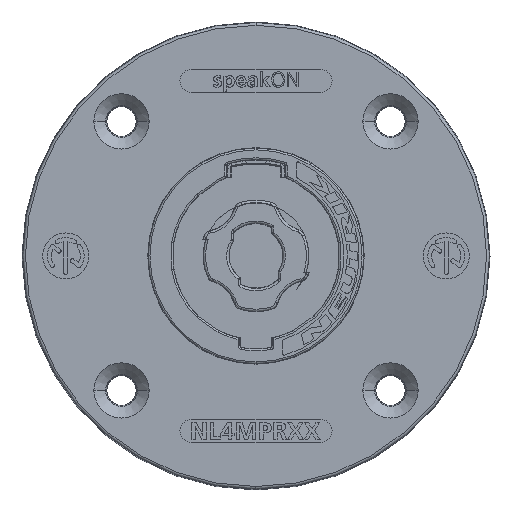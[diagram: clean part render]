
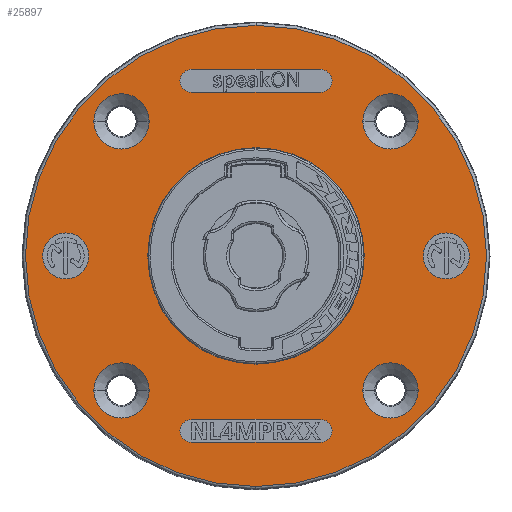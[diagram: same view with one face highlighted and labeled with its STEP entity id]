
A CAD part, top view. The second image highlights one B-rep face of the part: STEP entity #25897.
In plain terms, the highlighted planar face has unit normal (0, 0, 1).
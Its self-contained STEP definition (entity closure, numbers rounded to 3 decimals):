
#2183=CARTESIAN_POINT('',(-14.6,14.6,4.5));
#2184=DIRECTION('',(0.,0.,1.));
#2185=DIRECTION('',(1.,0.,0.));
#2186=AXIS2_PLACEMENT_3D('',#2183,#2184,#2185);
#2188=CARTESIAN_POINT('',(-14.6,14.6,4.5));
#2189=DIRECTION('',(0.,0.,1.));
#2190=DIRECTION('',(-1.,0.,0.));
#2191=AXIS2_PLACEMENT_3D('',#2188,#2189,#2190);
#2193=CARTESIAN_POINT('',(14.6,14.6,4.5));
#2194=DIRECTION('',(0.,0.,1.));
#2195=DIRECTION('',(1.,0.,0.));
#2196=AXIS2_PLACEMENT_3D('',#2193,#2194,#2195);
#2198=CARTESIAN_POINT('',(14.6,14.6,4.5));
#2199=DIRECTION('',(0.,0.,1.));
#2200=DIRECTION('',(-1.,0.,0.));
#2201=AXIS2_PLACEMENT_3D('',#2198,#2199,#2200);
#2203=CARTESIAN_POINT('',(14.6,-14.6,4.5));
#2204=DIRECTION('',(0.,0.,1.));
#2205=DIRECTION('',(1.,0.,0.));
#2206=AXIS2_PLACEMENT_3D('',#2203,#2204,#2205);
#2208=CARTESIAN_POINT('',(14.6,-14.6,4.5));
#2209=DIRECTION('',(0.,0.,1.));
#2210=DIRECTION('',(-1.,0.,0.));
#2211=AXIS2_PLACEMENT_3D('',#2208,#2209,#2210);
#2213=CARTESIAN_POINT('',(-14.6,-14.6,4.5));
#2214=DIRECTION('',(0.,0.,1.));
#2215=DIRECTION('',(1.,0.,0.));
#2216=AXIS2_PLACEMENT_3D('',#2213,#2214,#2215);
#2218=CARTESIAN_POINT('',(-14.6,-14.6,4.5));
#2219=DIRECTION('',(0.,0.,1.));
#2220=DIRECTION('',(-1.,0.,0.));
#2221=AXIS2_PLACEMENT_3D('',#2218,#2219,#2220);
#2223=CARTESIAN_POINT('',(20.65,0.,4.5));
#2224=DIRECTION('',(0.,0.,1.));
#2225=DIRECTION('',(1.,0.,0.));
#2226=AXIS2_PLACEMENT_3D('',#2223,#2224,#2225);
#2228=CARTESIAN_POINT('',(20.65,0.,4.5));
#2229=DIRECTION('',(0.,0.,1.));
#2230=DIRECTION('',(-1.,0.,0.));
#2231=AXIS2_PLACEMENT_3D('',#2228,#2229,#2230);
#2233=CARTESIAN_POINT('',(-7.,19.,4.5));
#2234=DIRECTION('',(0.,0.,1.));
#2235=DIRECTION('',(0.,1.,0.));
#2236=AXIS2_PLACEMENT_3D('',#2233,#2234,#2235);
#2238=DIRECTION('',(1.,0.,0.));
#2239=VECTOR('',#2238,14.);
#2240=CARTESIAN_POINT('',(-7.,17.75,4.5));
#2241=LINE('',#2240,#2239);
#2242=CARTESIAN_POINT('',(7.,19.,4.5));
#2243=DIRECTION('',(0.,0.,1.));
#2244=DIRECTION('',(0.,-1.,0.));
#2245=AXIS2_PLACEMENT_3D('',#2242,#2243,#2244);
#2247=DIRECTION('',(-1.,0.,0.));
#2248=VECTOR('',#2247,14.);
#2249=CARTESIAN_POINT('',(7.,20.25,4.5));
#2250=LINE('',#2249,#2248);
#2251=DIRECTION('',(1.,0.,0.));
#2252=VECTOR('',#2251,14.);
#2253=CARTESIAN_POINT('',(-7.,-20.25,4.5));
#2254=LINE('',#2253,#2252);
#2255=CARTESIAN_POINT('',(7.,-19.,4.5));
#2256=DIRECTION('',(0.,0.,1.));
#2257=DIRECTION('',(0.,-1.,0.));
#2258=AXIS2_PLACEMENT_3D('',#2255,#2256,#2257);
#2260=DIRECTION('',(-1.,0.,0.));
#2261=VECTOR('',#2260,14.);
#2262=CARTESIAN_POINT('',(7.,-17.75,4.5));
#2263=LINE('',#2262,#2261);
#2264=CARTESIAN_POINT('',(-7.,-19.,4.5));
#2265=DIRECTION('',(0.,0.,1.));
#2266=DIRECTION('',(0.,1.,0.));
#2267=AXIS2_PLACEMENT_3D('',#2264,#2265,#2266);
#2269=CARTESIAN_POINT('',(-20.65,0.,4.5));
#2270=DIRECTION('',(0.,0.,1.));
#2271=DIRECTION('',(1.,0.,0.));
#2272=AXIS2_PLACEMENT_3D('',#2269,#2270,#2271);
#2274=CARTESIAN_POINT('',(-20.65,0.,4.5));
#2275=DIRECTION('',(0.,0.,1.));
#2276=DIRECTION('',(-1.,0.,0.));
#2277=AXIS2_PLACEMENT_3D('',#2274,#2275,#2276);
#2279=CARTESIAN_POINT('',(0.,0.,4.5));
#2280=DIRECTION('',(0.,0.,1.));
#2281=DIRECTION('',(0.,-1.,0.));
#2282=AXIS2_PLACEMENT_3D('',#2279,#2280,#2281);
#2284=CARTESIAN_POINT('',(0.,0.,4.5));
#2285=DIRECTION('',(0.,0.,1.));
#2286=DIRECTION('',(0.,1.,0.));
#2287=AXIS2_PLACEMENT_3D('',#2284,#2285,#2286);
#2294=CARTESIAN_POINT('',(0.,0.,4.5));
#2295=DIRECTION('',(0.,0.,-1.));
#2296=DIRECTION('',(0.,1.,0.));
#2297=AXIS2_PLACEMENT_3D('',#2294,#2295,#2296);
#3646=CARTESIAN_POINT('',(0.,0.,4.5));
#3647=DIRECTION('',(0.,0.,1.));
#3648=DIRECTION('',(0.,1.,0.));
#3649=AXIS2_PLACEMENT_3D('',#3646,#3647,#3648);
#20973=CARTESIAN_POINT('',(-11.6,14.6,4.5));
#20974=CARTESIAN_POINT('',(-17.6,14.6,4.5));
#20975=VERTEX_POINT('',#20973);
#20976=VERTEX_POINT('',#20974);
#20977=CARTESIAN_POINT('',(17.6,14.6,4.5));
#20978=CARTESIAN_POINT('',(11.6,14.6,4.5));
#20979=VERTEX_POINT('',#20977);
#20980=VERTEX_POINT('',#20978);
#20981=CARTESIAN_POINT('',(17.6,-14.6,4.5));
#20982=CARTESIAN_POINT('',(11.6,-14.6,4.5));
#20983=VERTEX_POINT('',#20981);
#20984=VERTEX_POINT('',#20982);
#20985=CARTESIAN_POINT('',(-11.6,-14.6,4.5));
#20986=CARTESIAN_POINT('',(-17.6,-14.6,4.5));
#20987=VERTEX_POINT('',#20985);
#20988=VERTEX_POINT('',#20986);
#21005=CARTESIAN_POINT('',(0.,11.75,4.5));
#21006=CARTESIAN_POINT('',(0.,-11.75,4.5));
#21007=VERTEX_POINT('',#21005);
#21008=VERTEX_POINT('',#21006);
#21041=CARTESIAN_POINT('',(23.15,0.,4.5));
#21042=CARTESIAN_POINT('',(18.15,0.,4.5));
#21043=VERTEX_POINT('',#21041);
#21044=VERTEX_POINT('',#21042);
#21045=CARTESIAN_POINT('',(-7.,20.25,4.5));
#21046=CARTESIAN_POINT('',(-7.,17.75,4.5));
#21047=VERTEX_POINT('',#21045);
#21048=VERTEX_POINT('',#21046);
#21049=CARTESIAN_POINT('',(7.,17.75,4.5));
#21050=VERTEX_POINT('',#21049);
#21051=CARTESIAN_POINT('',(7.,20.25,4.5));
#21052=VERTEX_POINT('',#21051);
#21061=CARTESIAN_POINT('',(-7.,-20.25,4.5));
#21062=CARTESIAN_POINT('',(7.,-20.25,4.5));
#21063=VERTEX_POINT('',#21061);
#21064=VERTEX_POINT('',#21062);
#21065=CARTESIAN_POINT('',(7.,-17.75,4.5));
#21066=VERTEX_POINT('',#21065);
#21067=CARTESIAN_POINT('',(-7.,-17.75,4.5));
#21068=VERTEX_POINT('',#21067);
#21073=CARTESIAN_POINT('',(-18.15,0.,4.5));
#21074=CARTESIAN_POINT('',(-23.15,0.,4.5));
#21075=VERTEX_POINT('',#21073);
#21076=VERTEX_POINT('',#21074);
#23110=CARTESIAN_POINT('',(0.,-25.027,4.5));
#23111=CARTESIAN_POINT('',(0.,25.027,4.5));
#23112=VERTEX_POINT('',#23110);
#23113=VERTEX_POINT('',#23111);
#25825=CARTESIAN_POINT('',(0.,0.,4.5));
#25826=DIRECTION('',(0.,0.,-1.));
#25827=DIRECTION('',(0.,-1.,0.));
#25828=AXIS2_PLACEMENT_3D('',#25825,#25826,#25827);
#25829=PLANE('',#25828);
#25831=ORIENTED_EDGE('',*,*,#25830,.F.);
#25832=ORIENTED_EDGE('',*,*,#25815,.F.);
#25833=EDGE_LOOP('',(#25831,#25832));
#25834=FACE_OUTER_BOUND('',#25833,.F.);
#25836=ORIENTED_EDGE('',*,*,#25835,.T.);
#25838=ORIENTED_EDGE('',*,*,#25837,.T.);
#25839=EDGE_LOOP('',(#25836,#25838));
#25840=FACE_BOUND('',#25839,.F.);
#25842=ORIENTED_EDGE('',*,*,#25841,.T.);
#25844=ORIENTED_EDGE('',*,*,#25843,.T.);
#25845=EDGE_LOOP('',(#25842,#25844));
#25846=FACE_BOUND('',#25845,.F.);
#25848=ORIENTED_EDGE('',*,*,#25847,.T.);
#25850=ORIENTED_EDGE('',*,*,#25849,.T.);
#25851=EDGE_LOOP('',(#25848,#25850));
#25852=FACE_BOUND('',#25851,.F.);
#25854=ORIENTED_EDGE('',*,*,#25853,.T.);
#25856=ORIENTED_EDGE('',*,*,#25855,.T.);
#25857=EDGE_LOOP('',(#25854,#25856));
#25858=FACE_BOUND('',#25857,.F.);
#25860=ORIENTED_EDGE('',*,*,#25859,.T.);
#25862=ORIENTED_EDGE('',*,*,#25861,.T.);
#25863=EDGE_LOOP('',(#25860,#25862));
#25864=FACE_BOUND('',#25863,.F.);
#25866=ORIENTED_EDGE('',*,*,#25865,.T.);
#25868=ORIENTED_EDGE('',*,*,#25867,.T.);
#25870=ORIENTED_EDGE('',*,*,#25869,.T.);
#25872=ORIENTED_EDGE('',*,*,#25871,.T.);
#25873=EDGE_LOOP('',(#25866,#25868,#25870,#25872));
#25874=FACE_BOUND('',#25873,.F.);
#25876=ORIENTED_EDGE('',*,*,#25875,.T.);
#25878=ORIENTED_EDGE('',*,*,#25877,.T.);
#25880=ORIENTED_EDGE('',*,*,#25879,.T.);
#25882=ORIENTED_EDGE('',*,*,#25881,.T.);
#25883=EDGE_LOOP('',(#25876,#25878,#25880,#25882));
#25884=FACE_BOUND('',#25883,.F.);
#25886=ORIENTED_EDGE('',*,*,#25885,.T.);
#25888=ORIENTED_EDGE('',*,*,#25887,.T.);
#25889=EDGE_LOOP('',(#25886,#25888));
#25890=FACE_BOUND('',#25889,.F.);
#25892=ORIENTED_EDGE('',*,*,#25891,.F.);
#25894=ORIENTED_EDGE('',*,*,#25893,.T.);
#25895=EDGE_LOOP('',(#25892,#25894));
#25896=FACE_BOUND('',#25895,.F.);
#25897=ADVANCED_FACE('',(#25834,#25840,#25846,#25852,#25858,#25864,#25874,
#25884,#25890,#25896),#25829,.F.);
#2187=CIRCLE('',#2186,3.);
#2192=CIRCLE('',#2191,3.);
#2197=CIRCLE('',#2196,3.);
#2202=CIRCLE('',#2201,3.);
#2207=CIRCLE('',#2206,3.);
#2212=CIRCLE('',#2211,3.);
#2217=CIRCLE('',#2216,3.);
#2222=CIRCLE('',#2221,3.);
#2227=CIRCLE('',#2226,2.5);
#2232=CIRCLE('',#2231,2.5);
#2237=CIRCLE('',#2236,1.25);
#2246=CIRCLE('',#2245,1.25);
#2259=CIRCLE('',#2258,1.25);
#2268=CIRCLE('',#2267,1.25);
#2273=CIRCLE('',#2272,2.5);
#2278=CIRCLE('',#2277,2.5);
#2283=CIRCLE('',#2282,25.027);
#2288=CIRCLE('',#2287,25.027);
#2298=CIRCLE('',#2297,11.75);
#3650=CIRCLE('',#3649,11.75);
#25815=EDGE_CURVE('',#23113,#23112,#2288,.T.);
#25830=EDGE_CURVE('',#23112,#23113,#2283,.T.);
#25835=EDGE_CURVE('',#20975,#20976,#2187,.T.);
#25837=EDGE_CURVE('',#20976,#20975,#2192,.T.);
#25841=EDGE_CURVE('',#20979,#20980,#2197,.T.);
#25843=EDGE_CURVE('',#20980,#20979,#2202,.T.);
#25847=EDGE_CURVE('',#20983,#20984,#2207,.T.);
#25849=EDGE_CURVE('',#20984,#20983,#2212,.T.);
#25853=EDGE_CURVE('',#20987,#20988,#2217,.T.);
#25855=EDGE_CURVE('',#20988,#20987,#2222,.T.);
#25859=EDGE_CURVE('',#21043,#21044,#2227,.T.);
#25861=EDGE_CURVE('',#21044,#21043,#2232,.T.);
#25865=EDGE_CURVE('',#21047,#21048,#2237,.T.);
#25867=EDGE_CURVE('',#21048,#21050,#2241,.T.);
#25869=EDGE_CURVE('',#21050,#21052,#2246,.T.);
#25871=EDGE_CURVE('',#21052,#21047,#2250,.T.);
#25875=EDGE_CURVE('',#21063,#21064,#2254,.T.);
#25877=EDGE_CURVE('',#21064,#21066,#2259,.T.);
#25879=EDGE_CURVE('',#21066,#21068,#2263,.T.);
#25881=EDGE_CURVE('',#21068,#21063,#2268,.T.);
#25885=EDGE_CURVE('',#21075,#21076,#2273,.T.);
#25887=EDGE_CURVE('',#21076,#21075,#2278,.T.);
#25891=EDGE_CURVE('',#21007,#21008,#2298,.T.);
#25893=EDGE_CURVE('',#21007,#21008,#3650,.T.);
